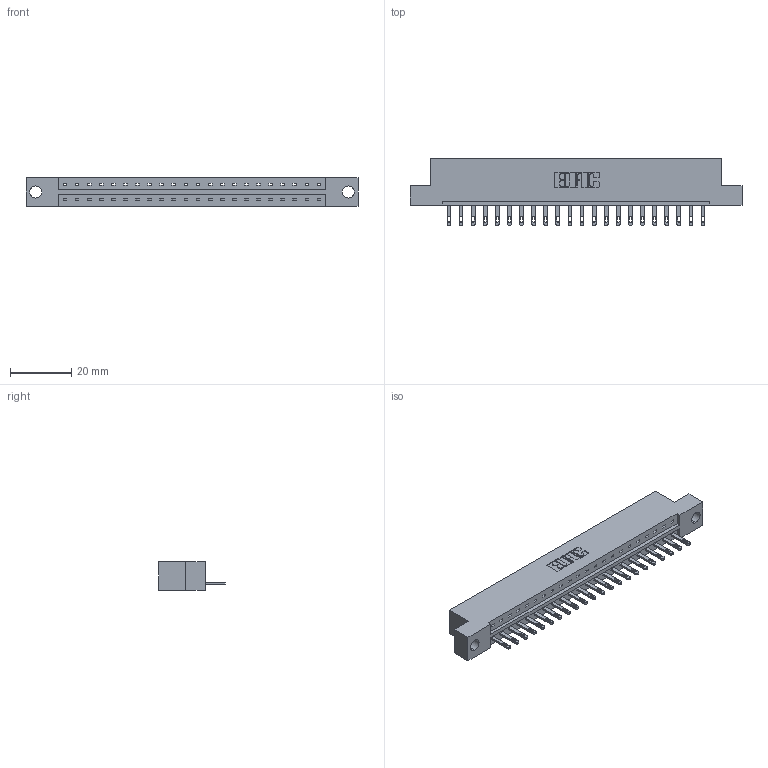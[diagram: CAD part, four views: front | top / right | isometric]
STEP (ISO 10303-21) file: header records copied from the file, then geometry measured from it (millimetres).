
FILE_DESCRIPTION (( 'STEP AP203' ), '1' );
FILE_NAME ('333-022-500-104.STEP', '2018-08-02T01:29:07', ( '' ), ( '' ), 'SwSTEP 2.0', 'SolidWorks 2016', '' );
FILE_SCHEMA (( 'CONFIG_CONTROL_DESIGN' ));
Length unit declared in the file: inch
Products named in the file (3): 345-292-001_345-293-100; 333-022-500-104; 333 Part_Flush - .156 Dia - TH
Assembly tree (23 placements, depth 2):
  333-022-500-104
    333 Part_Flush - .156 Dia - TH
    345-292-001_345-293-100  x22
Bounding box: 108.71 x 21.85 x 9.4 mm (x, y, z)
Volume: 10693.3 mm3; surface area: 11287.8 mm2
Topology: 23 solids, 23 shells, 1302 faces, 4007 edges, 2670 vertices
Faces by surface type: plane 862, cylinder 440
Entity records: 15969 total; most frequent: CARTESIAN_POINT 2764, ORIENTED_EDGE 2722, DIRECTION 2373, EDGE_CURVE 1361, LINE 1229, VECTOR 1229, VERTEX_POINT 906, AXIS2_PLACEMENT_3D 572
